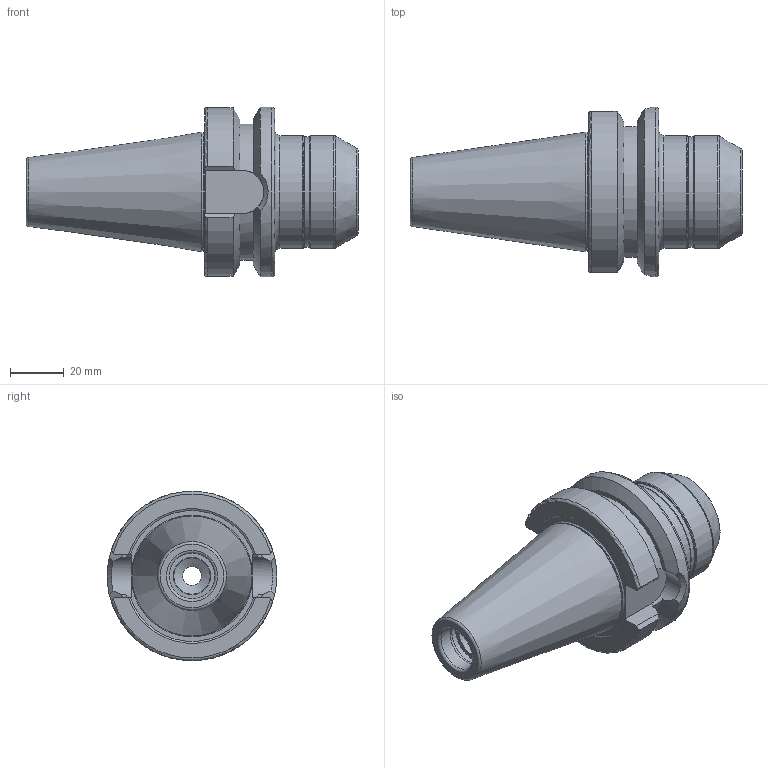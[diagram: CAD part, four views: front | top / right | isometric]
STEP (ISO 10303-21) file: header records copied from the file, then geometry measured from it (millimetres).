
FILE_DESCRIPTION(/* description */ (''),/* implementation_level */ '2;1');
FILE_NAME(/* name */ 'CBT40-HC12P-58.stp',/* time_stamp */ '2021-12-07T08:12:46+09:00',/* author */ ('eos'),/* organization */ (''),/* preprocessor_version */ 'ST-DEVELOPER v18.1',/* originating_system */ 'Autodesk Inventor 2022',/* authorisation */ '');
FILE_SCHEMA (('AUTOMOTIVE_DESIGN { 1 0 10303 214 3 1 1 }'));
Length unit declared in the file: millimetre
Products named in the file (1): CBT40
Bounding box: 123.4 x 63 x 63 mm (x, y, z)
Volume: 158898.9 mm3; surface area: 27126.5 mm2
Topology: 1 solids, 1 shells, 72 faces, 178 edges, 112 vertices
Faces by surface type: plane 24, cylinder 18, torus 14, cone 14, bspline 2
Full cylindrical faces by diameter (mm): 6.917 x1, 12 x1, 12.8 x1, 13.5 x1, 13.835 x1, 17 x1, 17.6 x1, 41 x1, 42 x2, 44 x1, 63 x1
Entity records: 2359 total; most frequent: CARTESIAN_POINT 616, DIRECTION 368, ORIENTED_EDGE 356, EDGE_CURVE 178, AXIS2_PLACEMENT_3D 152, VERTEX_POINT 112, CIRCLE 81, EDGE_LOOP 78
